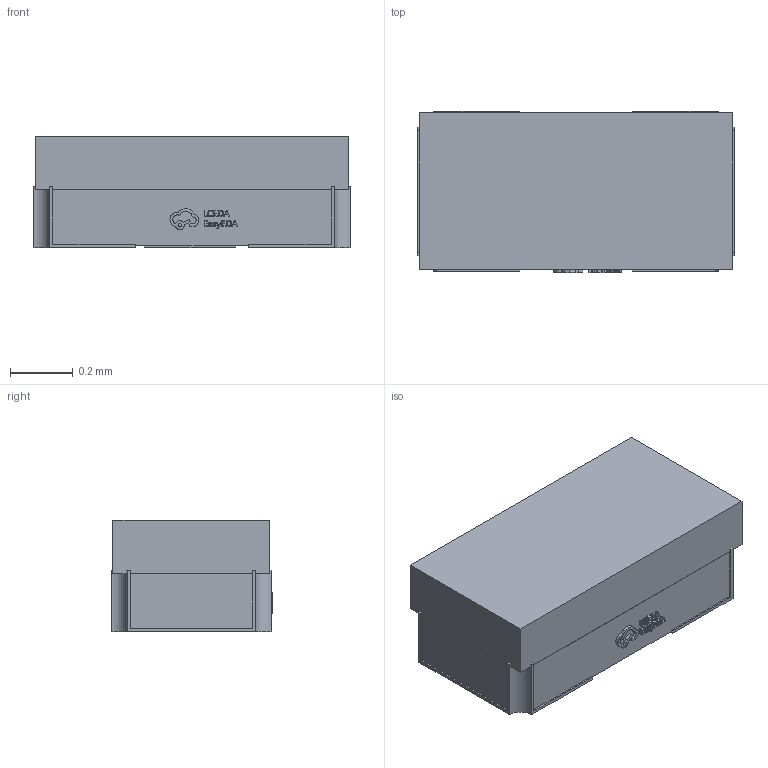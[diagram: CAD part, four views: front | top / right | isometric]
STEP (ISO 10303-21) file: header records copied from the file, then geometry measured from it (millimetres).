
FILE_DESCRIPTION (( 'STEP AP214' ), '1' );
FILE_NAME ('LED-SMD_L1.0-W0.5-H0.4.step', '2022-07-08T12:26:47', ( '' ), ( '' ), 'SwSTEP 2.0', 'SolidWorks 2020', '' );
FILE_SCHEMA (( 'AUTOMOTIVE_DESIGN' ));
Length unit declared in the file: millimetre
Products named in the file (1): LED-SMD_L1.0-W0.5-H0.4
Bounding box: 1.01 x 0.52 x 0.35 mm (x, y, z)
Volume: 0.2 mm3; surface area: 3.1 mm2
Topology: 2 solids, 2 shells, 336 faces, 915 edges, 610 vertices
Faces by surface type: plane 220, bspline 112, cylinder 4
Entity records: 14723 total; most frequent: CARTESIAN_POINT 3966, ORIENTED_EDGE 1830, DIRECTION 1145, EDGE_CURVE 915, VECTOR 679, LINE 679, VERTEX_POINT 610, EDGE_LOOP 363
